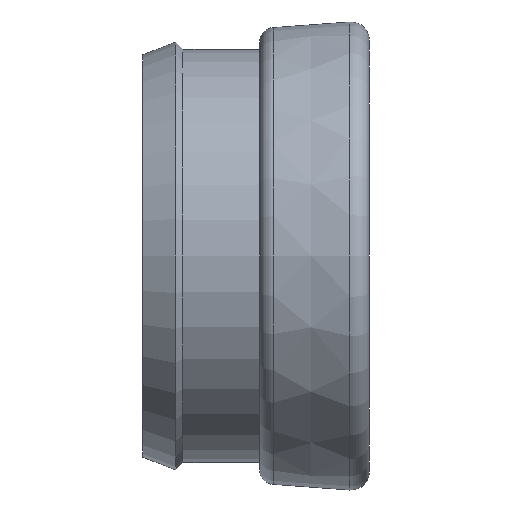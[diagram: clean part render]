
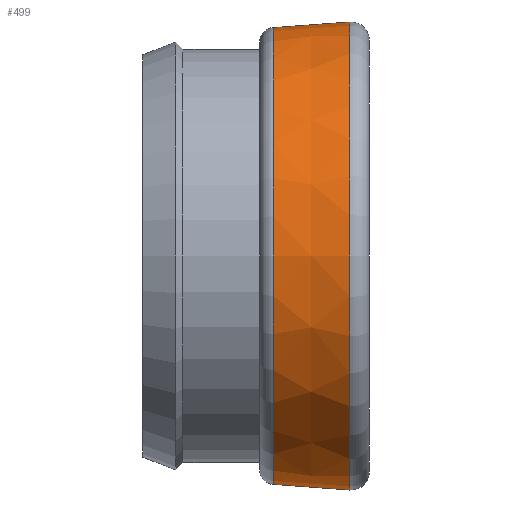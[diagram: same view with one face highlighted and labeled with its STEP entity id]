
A CAD part, front view. The second image highlights one B-rep face of the part: STEP entity #499.
In plain terms, the highlighted conical face has half-angle 4.194 degrees and reference radius 6.44 mm.
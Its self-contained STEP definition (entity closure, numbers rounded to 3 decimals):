
#97 = AXIS2_PLACEMENT_3D ( 'NONE', #332, #339, #340 ) ;
#106 = AXIS2_PLACEMENT_3D ( 'NONE', #383, #376, #389 ) ;
#162 = EDGE_CURVE ( 'NONE', #216, #571, #688, .T. ) ;
#213 = VERTEX_POINT ( 'NONE', #1023 ) ;
#216 = VERTEX_POINT ( 'NONE', #1027 ) ;
#251 = DIRECTION ( 'NONE',  ( 0.997, 0., 0.073 ) ) ;
#256 = ORIENTED_EDGE ( 'NONE', *, *, #162, .T. ) ;
#260 = ORIENTED_EDGE ( 'NONE', *, *, #883, .T. ) ;
#264 = ORIENTED_EDGE ( 'NONE', *, *, #874, .F. ) ;
#266 = ORIENTED_EDGE ( 'NONE', *, *, #899, .T. ) ;
#305 = CARTESIAN_POINT ( 'NONE',  ( 6.2, 0., 6.44 ) ) ;
#332 = CARTESIAN_POINT ( 'NONE',  ( 5.663, 0., 0. ) ) ;
#339 = DIRECTION ( 'NONE',  ( -1., 0., 0. ) ) ;
#340 = DIRECTION ( 'NONE',  ( 0., 0., 1. ) ) ;
#376 = DIRECTION ( 'NONE',  ( 1., 0., 0. ) ) ;
#383 = CARTESIAN_POINT ( 'NONE',  ( 3.571, 0., 0. ) ) ;
#389 = DIRECTION ( 'NONE',  ( 0., 0., 1. ) ) ;
#455 = LINE ( 'NONE', #305, #459 ) ;
#459 = VECTOR ( 'NONE', #251, 1000. ) ;
#477 = CIRCLE ( 'NONE', #97, 6.401 ) ;
#499 = ADVANCED_FACE ( 'NONE', ( #673 ), #660, .T. ) ;
#571 = VERTEX_POINT ( 'NONE', #999 ) ;
#577 = EDGE_LOOP ( 'NONE', ( #264, #266, #256, #260 ) ) ;
#578 = VERTEX_POINT ( 'NONE', #1003 ) ;
#660 = CONICAL_SURFACE ( 'NONE', #852, 6.44, 0.073 ) ;
#673 = FACE_OUTER_BOUND ( 'NONE', #577, .T. ) ;
#688 = LINE ( 'NONE', #1021, #693 ) ;
#693 = VECTOR ( 'NONE', #1035, 1000. ) ;
#852 = AXIS2_PLACEMENT_3D ( 'NONE', #916, #906, #918 ) ;
#874 = EDGE_CURVE ( 'NONE', #213, #578, #455, .T. ) ;
#883 = EDGE_CURVE ( 'NONE', #571, #578, #477, .T. ) ;
#899 = EDGE_CURVE ( 'NONE', #213, #216, #1116, .T. ) ;
#906 = DIRECTION ( 'NONE',  ( 1., 0., 0. ) ) ;
#916 = CARTESIAN_POINT ( 'NONE',  ( 6.2, 0., 0. ) ) ;
#918 = DIRECTION ( 'NONE',  ( 0., 0., -1. ) ) ;
#999 = CARTESIAN_POINT ( 'NONE',  ( 5.663, 0., -6.401 ) ) ;
#1003 = CARTESIAN_POINT ( 'NONE',  ( 5.663, 0., 6.401 ) ) ;
#1021 = CARTESIAN_POINT ( 'NONE',  ( 6.2, 0., -6.44 ) ) ;
#1023 = CARTESIAN_POINT ( 'NONE',  ( 3.571, 0., 6.247 ) ) ;
#1027 = CARTESIAN_POINT ( 'NONE',  ( 3.571, 0., -6.247 ) ) ;
#1035 = DIRECTION ( 'NONE',  ( 0.997, 0., -0.073 ) ) ;
#1116 = CIRCLE ( 'NONE', #106, 6.247 ) ;
